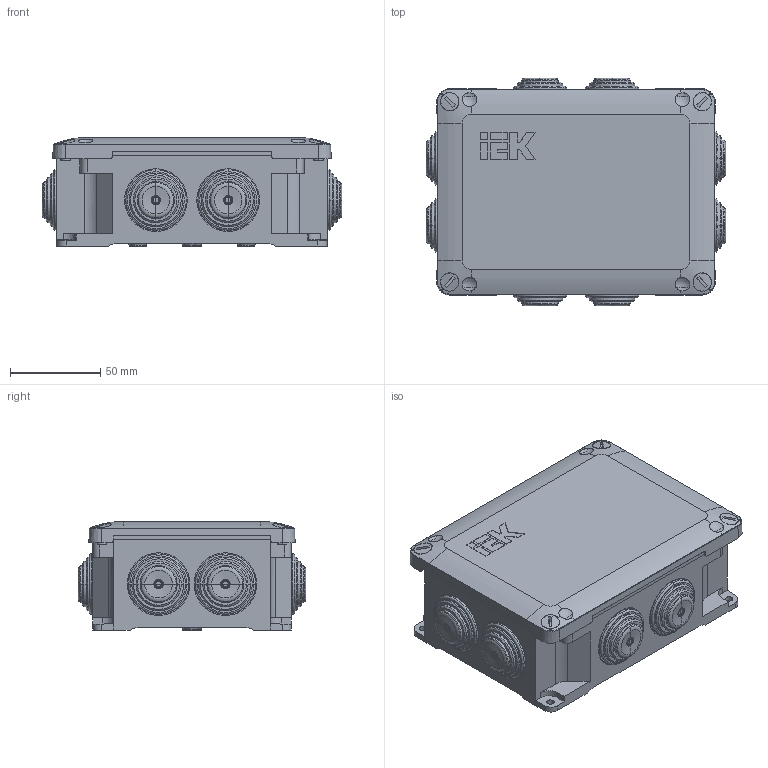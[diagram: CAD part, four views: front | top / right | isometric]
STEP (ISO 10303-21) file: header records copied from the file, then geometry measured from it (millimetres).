
FILE_DESCRIPTION (( 'STEP AP203' ), '1' );
FILE_NAME ('UKO10-150-110-060-K41-65 Êîðîáêà ðàñï. ÊÌ äëÿ îï 150õ110õ60ìì IP65 8 ââ. (7035) IEK.STEP', '2022-07-29T09:20:28', ( '' ), ( '' ), 'SwSTEP 2.0', 'SolidWorks 2022', '' );
FILE_SCHEMA (( 'CONFIG_CONTROL_DESIGN' ));
Products named in the file (1): UKO10-150-110-060-K41-65 Коробка расп. КМ для оп 150х110х60мм IP65 8 вв. (7035) IEK
Bounding box: 166.07 x 126.07 x 60 mm (x, y, z)
Volume: 156374.4 mm3; surface area: 160323 mm2
Topology: 15 solids, 15 shells, 2781 faces, 6713 edges, 4117 vertices
Faces by surface type: plane 896, cone 599, cylinder 480, torus 379, bspline 319, sphere 108
Entity records: 100640 total; most frequent: CARTESIAN_POINT 38361, ORIENTED_EDGE 13420, DIRECTION 12739, EDGE_CURVE 6710, AXIS2_PLACEMENT_3D 5085, VERTEX_POINT 4116, EDGE_LOOP 2972, ADVANCED_FACE 2781
